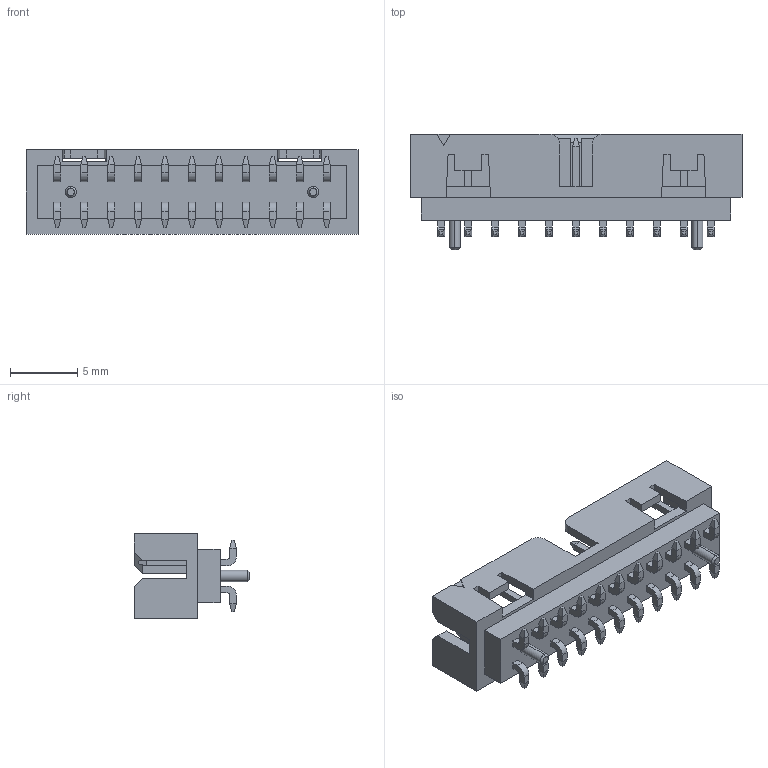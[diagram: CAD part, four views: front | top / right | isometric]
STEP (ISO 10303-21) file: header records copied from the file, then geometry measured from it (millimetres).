
FILE_DESCRIPTION((''),'2;1');
FILE_NAME('878322220','2019-04-10T',('gga'),(''),'PRO/ENGINEER BY PARAMETRIC TECHNOLOGY CORPORATION, 2016010','PRO/ENGINEER BY PARAMETRIC TECHNOLOGY CORPORATION, 2016010','');
FILE_SCHEMA(('CONFIG_CONTROL_DESIGN'));
Length unit declared in the file: millimetre
Products named in the file (1): 878322220
Bounding box: 24.65 x 8.6 x 6.3 mm (x, y, z)
Volume: 446.7 mm3; surface area: 1123.9 mm2
Topology: 1 solids, 1 shells, 581 faces, 1514 edges, 980 vertices
Faces by surface type: plane 527, cylinder 50, cone 4
Entity records: 17201 total; most frequent: CARTESIAN_POINT 2986, ORIENTED_EDGE 2840, DIRECTION 2784, EDGE_CURVE 1420, VECTOR 1404, LINE 1404, VERTEX_POINT 884, AXIS2_PLACEMENT_3D 690
